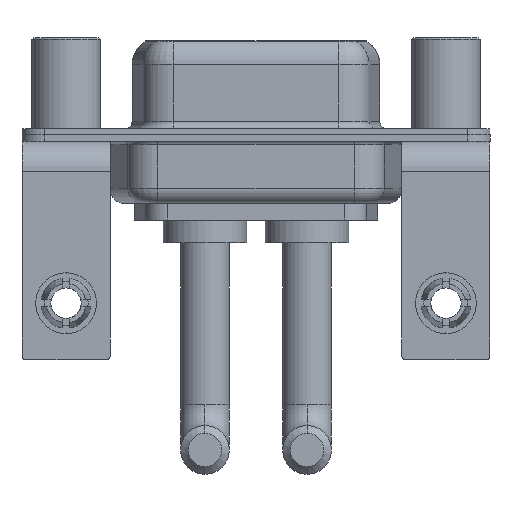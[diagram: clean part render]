
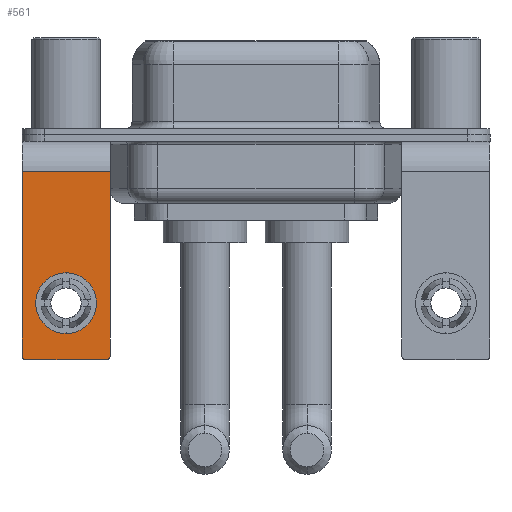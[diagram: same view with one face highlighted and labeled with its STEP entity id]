
A CAD part, front view. The second image highlights one B-rep face of the part: STEP entity #561.
In plain terms, the highlighted planar face has unit normal (0, -1, 0).
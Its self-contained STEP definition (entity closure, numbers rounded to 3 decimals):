
#162 = CARTESIAN_POINT ( 'NONE',  ( 2.9, -6.25, -2.4 ) ) ;
#219 = CARTESIAN_POINT ( 'NONE',  ( -2.65, -6.25, -14.8 ) ) ;
#561 = ADVANCED_FACE ( 'NONE', ( #4973, #7451 ), #1467, .F. ) ;
#1303 = EDGE_CURVE ( 'NONE', #13767, #13588, #11099, .T. ) ;
#1335 = CARTESIAN_POINT ( 'NONE',  ( -2.65, -6.25, -14.55 ) ) ;
#1433 = LINE ( 'NONE', #162, #9943 ) ;
#1467 = PLANE ( 'NONE',  #3450 ) ;
#1534 = DIRECTION ( 'NONE',  ( 0., 0., 1. ) ) ;
#1594 = CIRCLE ( 'NONE', #10996, 0.25 ) ;
#1769 = LINE ( 'NONE', #1847, #14986 ) ;
#1847 = CARTESIAN_POINT ( 'NONE',  ( 2.9, -6.25, -14.8 ) ) ;
#2053 = EDGE_CURVE ( 'NONE', #13588, #13767, #3741, .T. ) ;
#2300 = DIRECTION ( 'NONE',  ( 0., 1., 0. ) ) ;
#2329 = CARTESIAN_POINT ( 'NONE',  ( 2.65, -6.25, -14.8 ) ) ;
#2337 = ORIENTED_EDGE ( 'NONE', *, *, #10180, .T. ) ;
#2359 = EDGE_CURVE ( 'NONE', #2541, #4457, #11001, .T. ) ;
#2541 = VERTEX_POINT ( 'NONE', #9107 ) ;
#3077 = CARTESIAN_POINT ( 'NONE',  ( 0., -6.25, -11.07 ) ) ;
#3199 = DIRECTION ( 'NONE',  ( -1., 0., 0. ) ) ;
#3450 = AXIS2_PLACEMENT_3D ( 'NONE', #10865, #9679, #6252 ) ;
#3741 = CIRCLE ( 'NONE', #12639, 2. ) ;
#4061 = CARTESIAN_POINT ( 'NONE',  ( 2.9, -6.25, -2.4 ) ) ;
#4093 = CARTESIAN_POINT ( 'NONE',  ( 0., -6.25, -9.07 ) ) ;
#4148 = EDGE_CURVE ( 'NONE', #8102, #15426, #13924, .T. ) ;
#4436 = ORIENTED_EDGE ( 'NONE', *, *, #5849, .T. ) ;
#4457 = VERTEX_POINT ( 'NONE', #13512 ) ;
#4973 = FACE_BOUND ( 'NONE', #12625, .T. ) ;
#5385 = DIRECTION ( 'NONE',  ( 0., 0., 1. ) ) ;
#5849 = EDGE_CURVE ( 'NONE', #12070, #2541, #1433, .T. ) ;
#6252 = DIRECTION ( 'NONE',  ( 0., 0., 1. ) ) ;
#6313 = VECTOR ( 'NONE', #9902, 1000. ) ;
#6587 = EDGE_CURVE ( 'NONE', #12070, #15426, #8995, .T. ) ;
#6927 = VERTEX_POINT ( 'NONE', #219 ) ;
#7160 = DIRECTION ( 'NONE',  ( 0., 0., 1. ) ) ;
#7451 = FACE_OUTER_BOUND ( 'NONE', #10803, .T. ) ;
#7544 = ORIENTED_EDGE ( 'NONE', *, *, #4148, .T. ) ;
#7610 = DIRECTION ( 'NONE',  ( 0., -1., 0. ) ) ;
#8102 = VERTEX_POINT ( 'NONE', #2329 ) ;
#8674 = DIRECTION ( 'NONE',  ( 0., -1., 0. ) ) ;
#8711 = ORIENTED_EDGE ( 'NONE', *, *, #9808, .F. ) ;
#8784 = CARTESIAN_POINT ( 'NONE',  ( 2.65, -6.25, -14.55 ) ) ;
#8995 = LINE ( 'NONE', #4061, #15286 ) ;
#9107 = CARTESIAN_POINT ( 'NONE',  ( -2.9, -6.25, -2.4 ) ) ;
#9335 = AXIS2_PLACEMENT_3D ( 'NONE', #13186, #2300, #7160 ) ;
#9679 = DIRECTION ( 'NONE',  ( 0., 1., 0. ) ) ;
#9709 = DIRECTION ( 'NONE',  ( 0., 0., 1. ) ) ;
#9808 = EDGE_CURVE ( 'NONE', #8102, #6927, #1769, .T. ) ;
#9825 = CARTESIAN_POINT ( 'NONE',  ( 2.9, -6.25, -14.55 ) ) ;
#9902 = DIRECTION ( 'NONE',  ( 0., 0., -1. ) ) ;
#9943 = VECTOR ( 'NONE', #12425, 1000. ) ;
#10180 = EDGE_CURVE ( 'NONE', #4457, #6927, #1594, .T. ) ;
#10803 = EDGE_LOOP ( 'NONE', ( #13153, #2337, #8711, #7544, #10901, #4436 ) ) ;
#10865 = CARTESIAN_POINT ( 'NONE',  ( 2.9, -6.25, -2.4 ) ) ;
#10901 = ORIENTED_EDGE ( 'NONE', *, *, #6587, .F. ) ;
#10996 = AXIS2_PLACEMENT_3D ( 'NONE', #1335, #8674, #9709 ) ;
#11001 = LINE ( 'NONE', #14492, #6313 ) ;
#11099 = CIRCLE ( 'NONE', #9335, 2. ) ;
#12070 = VERTEX_POINT ( 'NONE', #14601 ) ;
#12077 = ORIENTED_EDGE ( 'NONE', *, *, #1303, .T. ) ;
#12425 = DIRECTION ( 'NONE',  ( -1., 0., 0. ) ) ;
#12625 = EDGE_LOOP ( 'NONE', ( #12077, #14720 ) ) ;
#12639 = AXIS2_PLACEMENT_3D ( 'NONE', #3077, #13956, #5385 ) ;
#12911 = AXIS2_PLACEMENT_3D ( 'NONE', #8784, #7610, #1534 ) ;
#13153 = ORIENTED_EDGE ( 'NONE', *, *, #2359, .T. ) ;
#13186 = CARTESIAN_POINT ( 'NONE',  ( 0., -6.25, -11.07 ) ) ;
#13512 = CARTESIAN_POINT ( 'NONE',  ( -2.9, -6.25, -14.55 ) ) ;
#13588 = VERTEX_POINT ( 'NONE', #4093 ) ;
#13767 = VERTEX_POINT ( 'NONE', #15443 ) ;
#13924 = CIRCLE ( 'NONE', #12911, 0.25 ) ;
#13956 = DIRECTION ( 'NONE',  ( 0., 1., 0. ) ) ;
#13985 = DIRECTION ( 'NONE',  ( 0., 0., -1. ) ) ;
#14492 = CARTESIAN_POINT ( 'NONE',  ( -2.9, -6.25, -2.4 ) ) ;
#14601 = CARTESIAN_POINT ( 'NONE',  ( 2.9, -6.25, -2.4 ) ) ;
#14720 = ORIENTED_EDGE ( 'NONE', *, *, #2053, .T. ) ;
#14986 = VECTOR ( 'NONE', #3199, 1000. ) ;
#15286 = VECTOR ( 'NONE', #13985, 1000. ) ;
#15426 = VERTEX_POINT ( 'NONE', #9825 ) ;
#15443 = CARTESIAN_POINT ( 'NONE',  ( 0., -6.25, -13.07 ) ) ;
